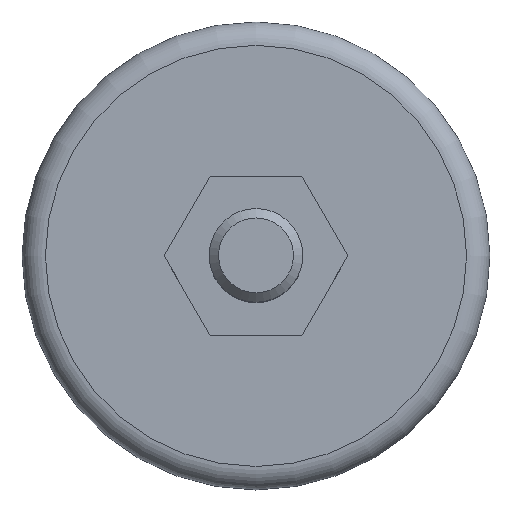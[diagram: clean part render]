
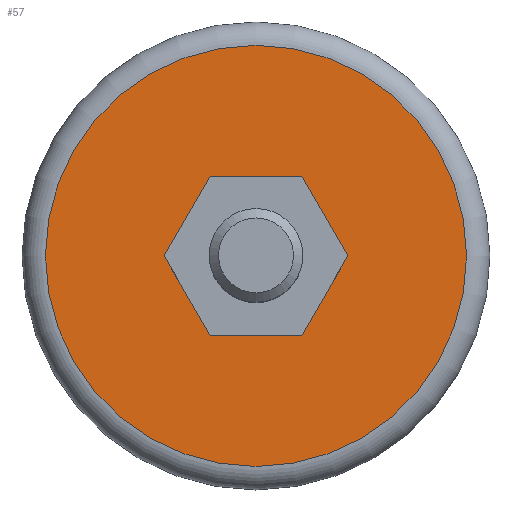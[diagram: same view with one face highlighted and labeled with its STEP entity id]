
A CAD part, top view. The second image highlights one B-rep face of the part: STEP entity #57.
In plain terms, the highlighted planar face has unit normal (0, 0, 1).
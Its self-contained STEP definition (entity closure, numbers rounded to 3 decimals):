
#57 = ADVANCED_FACE( '', ( #115, #116 ), #117, .F. );
#115 = FACE_OUTER_BOUND( '', #174, .T. );
#116 = FACE_BOUND( '', #175, .T. );
#117 = PLANE( '', #176 );
#174 = EDGE_LOOP( '', ( #265 ) );
#175 = EDGE_LOOP( '', ( #266, #267, #268, #269, #270, #271 ) );
#176 = AXIS2_PLACEMENT_3D( '', #272, #273, #274 );
#265 = ORIENTED_EDGE( '', *, *, #338, .T. );
#266 = ORIENTED_EDGE( '', *, *, #336, .F. );
#267 = ORIENTED_EDGE( '', *, *, #325, .F. );
#268 = ORIENTED_EDGE( '', *, *, #316, .F. );
#269 = ORIENTED_EDGE( '', *, *, #320, .F. );
#270 = ORIENTED_EDGE( '', *, *, #339, .F. );
#271 = ORIENTED_EDGE( '', *, *, #331, .F. );
#272 = CARTESIAN_POINT( '', ( 25., 0., 10. ) );
#273 = DIRECTION( '', ( 0., 0., -1. ) );
#274 = DIRECTION( '', ( -1., 0., 0. ) );
#316 = EDGE_CURVE( '', #363, #364, #365, .T. );
#320 = EDGE_CURVE( '', #369, #363, #370, .T. );
#325 = EDGE_CURVE( '', #364, #376, #377, .T. );
#331 = EDGE_CURVE( '', #385, #386, #387, .T. );
#336 = EDGE_CURVE( '', #376, #385, #392, .T. );
#338 = EDGE_CURVE( '', #394, #394, #395, .F. );
#339 = EDGE_CURVE( '', #386, #369, #396, .T. );
#363 = VERTEX_POINT( '', #428 );
#364 = VERTEX_POINT( '', #429 );
#365 = LINE( '', #430, #431 );
#369 = VERTEX_POINT( '', #437 );
#370 = LINE( '', #438, #439 );
#376 = VERTEX_POINT( '', #446 );
#377 = LINE( '', #447, #448 );
#385 = VERTEX_POINT( '', #457 );
#386 = VERTEX_POINT( '', #458 );
#387 = LINE( '', #459, #460 );
#392 = LINE( '', #467, #468 );
#394 = VERTEX_POINT( '', #470 );
#395 = CIRCLE( '', #471, 22.5 );
#396 = LINE( '', #472, #473 );
#428 = CARTESIAN_POINT( '', ( 4.907, -8.5, 10. ) );
#429 = CARTESIAN_POINT( '', ( 9.815, 0., 10. ) );
#430 = CARTESIAN_POINT( '', ( 4.907, -8.5, 10. ) );
#431 = VECTOR( '', #492, 1000. );
#437 = CARTESIAN_POINT( '', ( -4.907, -8.5, 10. ) );
#438 = CARTESIAN_POINT( '', ( -4.907, -8.5, 10. ) );
#439 = VECTOR( '', #495, 1000. );
#446 = CARTESIAN_POINT( '', ( 4.907, 8.5, 10. ) );
#447 = CARTESIAN_POINT( '', ( 9.815, 0., 10. ) );
#448 = VECTOR( '', #500, 1000. );
#457 = CARTESIAN_POINT( '', ( -4.907, 8.5, 10. ) );
#458 = CARTESIAN_POINT( '', ( -9.815, 0., 10. ) );
#459 = CARTESIAN_POINT( '', ( -4.907, 8.5, 10. ) );
#460 = VECTOR( '', #508, 1000. );
#467 = CARTESIAN_POINT( '', ( 4.907, 8.5, 10. ) );
#468 = VECTOR( '', #511, 1000. );
#470 = CARTESIAN_POINT( '', ( -22.5, 0., 10. ) );
#471 = AXIS2_PLACEMENT_3D( '', #512, #513, #514 );
#472 = CARTESIAN_POINT( '', ( -9.815, 0., 10. ) );
#473 = VECTOR( '', #515, 1000. );
#492 = DIRECTION( '', ( 0.5, 0.866, 0. ) );
#495 = DIRECTION( '', ( 1., 0., 0. ) );
#500 = DIRECTION( '', ( -0.5, 0.866, 0. ) );
#508 = DIRECTION( '', ( -0.5, -0.866, 0. ) );
#511 = DIRECTION( '', ( -1., 0., 0. ) );
#512 = CARTESIAN_POINT( '', ( 0., 0., 10. ) );
#513 = DIRECTION( '', ( 0., 0., -1. ) );
#514 = DIRECTION( '', ( -1., 0., 0. ) );
#515 = DIRECTION( '', ( 0.5, -0.866, 0. ) );
